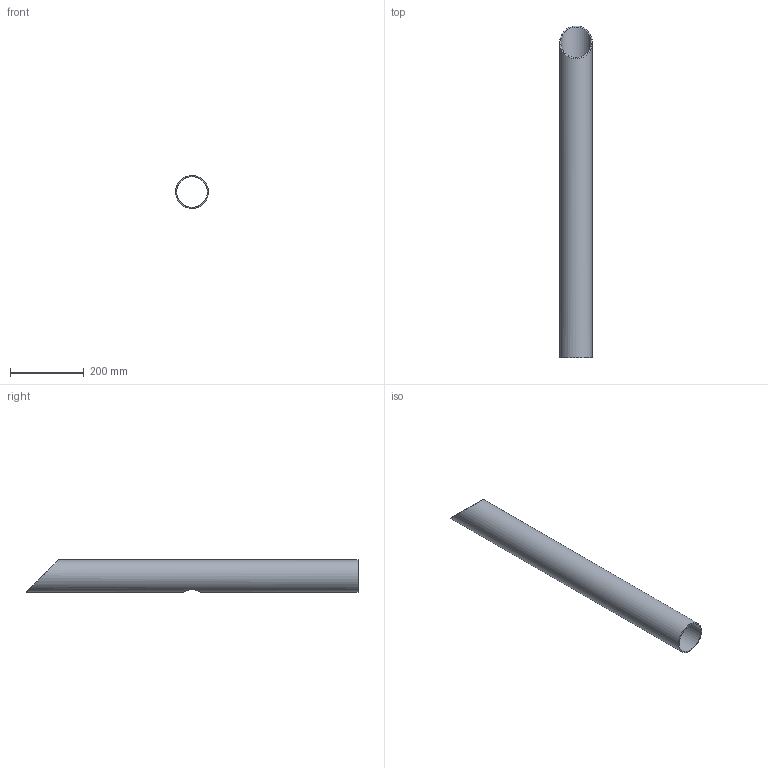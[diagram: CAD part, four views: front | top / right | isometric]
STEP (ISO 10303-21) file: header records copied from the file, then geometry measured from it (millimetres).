
FILE_DESCRIPTION(/* description */ ('STEP AP214'),/* implementation_level */ '2;1');
FILE_NAME(/* name */ '68a5f32709647b5f457d0714',/* time_stamp */ '2025-08-20T16:09:12Z',/* author */ (''),/* organization */ (''),/* preprocessor_version */ 'ST-DEVELOPER v20',/* originating_system */ 'ONSHAPE BY PTC INC, 1.202',/* authorisation */ ' ');
FILE_SCHEMA (('AUTOMOTIVE_DESIGN {1 0 10303 214 3 1 1}'));
Length unit declared in the file: metre
Products named in the file (1): TUBE CIRCULAIRE
Bounding box: 88.9 x 900 x 88.9 mm (x, y, z)
Volume: 686464.7 mm3; surface area: 460118.2 mm2
Topology: 1 solids, 1 shells, 5 faces, 15 edges, 10 vertices
Faces by surface type: cylinder 3, plane 2
Full cylindrical faces by diameter (mm): 50 x1, 82.9 x1, 88.9 x1
Entity records: 232 total; most frequent: CARTESIAN_POINT 104, DIRECTION 20, ORIENTED_EDGE 12, EDGE_LOOP 12, FACE_BOUND 12, AXIS2_PLACEMENT_3D 10, EDGE_CURVE 6, VERTEX_POINT 6
